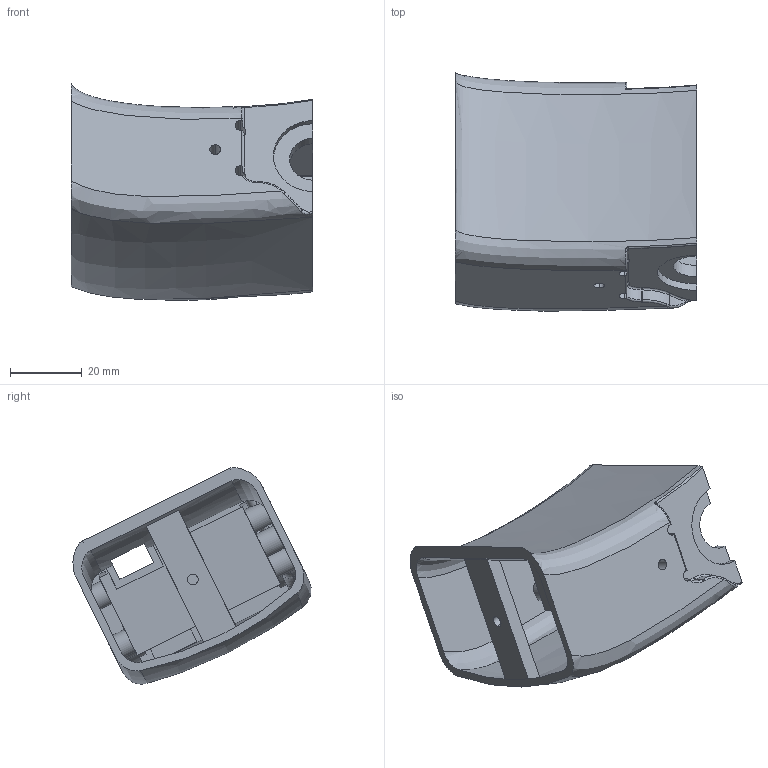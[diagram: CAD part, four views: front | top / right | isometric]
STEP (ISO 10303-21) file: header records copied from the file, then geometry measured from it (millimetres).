
FILE_DESCRIPTION (( 'STEP AP203' ), '1' );
FILE_NAME ('shoulder right end.sldasm-Part-1_默认_sldprt.STEP', '2018-02-02T07:13:05', ( '' ), ( '' ), 'SwSTEP 2.0', 'SolidWorks 2014', '' );
FILE_SCHEMA (( 'CONFIG_CONTROL_DESIGN' ));
Length unit declared in the file: millimetre
Products named in the file (1): shoulder right end.sldasm-Part-1_默认_sldprt
Bounding box: 67.33 x 66.25 x 60.37 mm (x, y, z)
Volume: 34796.9 mm3; surface area: 34263.3 mm2
Topology: 1 solids, 1 shells, 186 faces, 521 edges, 338 vertices
Faces by surface type: plane 75, cylinder 71, bspline 27, torus 13
Entity records: 9430 total; most frequent: CARTESIAN_POINT 4695, ORIENTED_EDGE 1040, DIRECTION 887, EDGE_CURVE 520, VERTEX_POINT 338, AXIS2_PLACEMENT_3D 323, VECTOR 241, LINE 241
